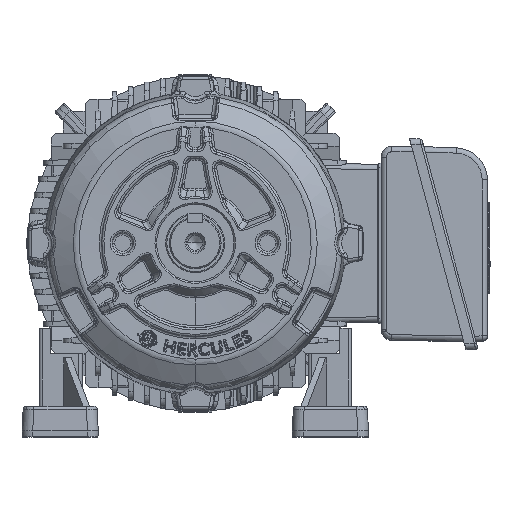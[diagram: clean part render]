
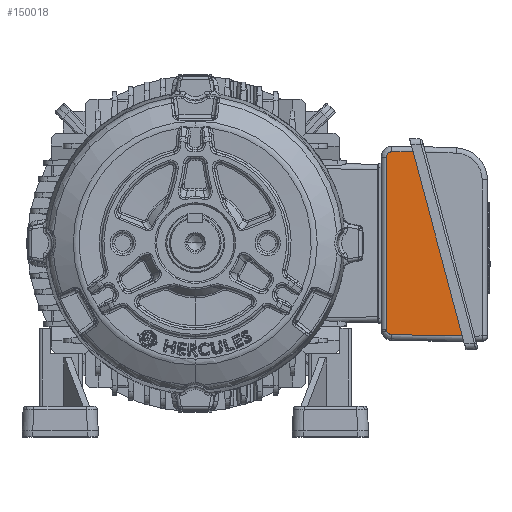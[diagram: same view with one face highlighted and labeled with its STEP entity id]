
A CAD part, top view. The second image highlights one B-rep face of the part: STEP entity #150018.
In plain terms, the highlighted face is planar.
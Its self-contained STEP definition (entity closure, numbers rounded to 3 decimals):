
#4866 = CARTESIAN_POINT ( 'NONE',  ( -87.5, 12.221, 55.11 ) ) ;
#10890 =( BOUNDED_CURVE ( )  B_SPLINE_CURVE ( 3, ( #42829, #109701, #148463, #16411 ),
 .UNSPECIFIED., .F., .T. ) 
 B_SPLINE_CURVE_WITH_KNOTS ( ( 4, 4 ),
 ( 6.021, 6.283 ),
 .UNSPECIFIED. ) 
 CURVE ( )  GEOMETRIC_REPRESENTATION_ITEM ( )  RATIONAL_B_SPLINE_CURVE ( ( 1., 0.994, 0.994, 1. ) ) 
 REPRESENTATION_ITEM ( '' )  );
#11486 = CARTESIAN_POINT ( 'NONE',  ( -87.981, 83.084, 7.584 ) ) ;
#16411 = CARTESIAN_POINT ( 'NONE',  ( -88.722, -81.445, 7.755 ) ) ;
#17805 = VERTEX_POINT ( 'NONE', #145625 ) ;
#18346 = FACE_OUTER_BOUND ( 'NONE', #172056, .T. ) ;
#22420 = AXIS2_PLACEMENT_3D ( 'NONE', #71178, #124828, #44758 ) ;
#23819 = CARTESIAN_POINT ( 'NONE',  ( -87.994, 80.196, 7.584 ) ) ;
#24060 = CARTESIAN_POINT ( 'NONE',  ( -87.972, -85.864, 53.406 ) ) ;
#25634 = EDGE_CURVE ( 'NONE', #111964, #165409, #73383, .T. ) ;
#26224 = LINE ( 'NONE', #79907, #155099 ) ;
#26355 = LINE ( 'NONE', #146929, #34060 ) ;
#28911 = CARTESIAN_POINT ( 'NONE',  ( -87.5, -86.355, 81.523 ) ) ;
#30440 = CARTESIAN_POINT ( 'NONE',  ( -87.889, 85.195, 12.497 ) ) ;
#31750 = ORIENTED_EDGE ( 'NONE', *, *, #97970, .T. ) ;
#34060 = VECTOR ( 'NONE', #57756, 1000. ) ;
#36067 = CARTESIAN_POINT ( 'NONE',  ( -87.5, 85.595, 35.449 ) ) ;
#37014 = CARTESIAN_POINT ( 'NONE',  ( -87.889, 85.195, 12.497 ) ) ;
#37651 = EDGE_CURVE ( 'NONE', #59598, #163527, #145477, .T. ) ;
#40015 = ORIENTED_EDGE ( 'NONE', *, *, #25634, .T. ) ;
#42829 = CARTESIAN_POINT ( 'NONE',  ( -88.719, -80.15, 7.584 ) ) ;
#44085 = ORIENTED_EDGE ( 'NONE', *, *, #63727, .T. ) ;
#44758 = DIRECTION ( 'NONE',  ( 0.017, 0., 1. ) ) ;
#47200 = EDGE_CURVE ( 'NONE', #167584, #59598, #145078, .T. ) ;
#54392 = DIRECTION ( 'NONE',  ( -0.005, -1., 0. ) ) ;
#56279 = CARTESIAN_POINT ( 'NONE',  ( -88.658, -85.15, 12.497 ) ) ;
#57756 = DIRECTION ( 'NONE',  ( -0.017, -0.017, -1. ) ) ;
#57981 = CARTESIAN_POINT ( 'NONE',  ( -88.658, -85.15, 12.497 ) ) ;
#59598 = VERTEX_POINT ( 'NONE', #56279 ) ;
#63727 = EDGE_CURVE ( 'NONE', #17805, #167584, #10890, .T. ) ;
#71178 = CARTESIAN_POINT ( 'NONE',  ( -87.5, 12.221, 55.11 ) ) ;
#73383 =( BOUNDED_CURVE ( )  B_SPLINE_CURVE ( 3, ( #37014, #144379, #11486, #23819 ),
 .UNSPECIFIED., .F., .T. ) 
 B_SPLINE_CURVE_WITH_KNOTS ( ( 4, 4 ),
 ( 4.468, 6.021 ),
 .UNSPECIFIED. ) 
 CURVE ( )  GEOMETRIC_REPRESENTATION_ITEM ( )  RATIONAL_B_SPLINE_CURVE ( ( 1., 0.809, 0.809, 1. ) ) 
 REPRESENTATION_ITEM ( '' )  );
#78188 = CARTESIAN_POINT ( 'NONE',  ( -87.994, 80.196, 7.584 ) ) ;
#79907 = CARTESIAN_POINT ( 'NONE',  ( -88.301, 12.225, 7.584 ) ) ;
#86987 = ORIENTED_EDGE ( 'NONE', *, *, #47200, .T. ) ;
#88426 = DIRECTION ( 'NONE',  ( 0., 0.966, -0.259 ) ) ;
#88739 = ORIENTED_EDGE ( 'NONE', *, *, #167891, .T. ) ;
#95865 = CARTESIAN_POINT ( 'NONE',  ( -88.722, -81.445, 7.755 ) ) ;
#97898 = VECTOR ( 'NONE', #88426, 1000. ) ;
#97970 = EDGE_CURVE ( 'NONE', #165409, #17805, #26224, .T. ) ;
#99329 = PLANE ( 'NONE',  #22420 ) ;
#104052 = ORIENTED_EDGE ( 'NONE', *, *, #131727, .T. ) ;
#106576 = VECTOR ( 'NONE', #119078, 1000. ) ;
#109701 = CARTESIAN_POINT ( 'NONE',  ( -88.721, -80.588, 7.584 ) ) ;
#111964 = VERTEX_POINT ( 'NONE', #30440 ) ;
#119078 = DIRECTION ( 'NONE',  ( 0.017, -0.017, 1. ) ) ;
#124828 = DIRECTION ( 'NONE',  ( -1., 0.005, 0.017 ) ) ;
#124839 = CARTESIAN_POINT ( 'NONE',  ( -88.722, -83.683, 8.354 ) ) ;
#128841 = LINE ( 'NONE', #4866, #97898 ) ;
#131683 = VERTEX_POINT ( 'NONE', #36067 ) ;
#131727 = EDGE_CURVE ( 'NONE', #131683, #111964, #26355, .T. ) ;
#136216 = CARTESIAN_POINT ( 'NONE',  ( -88.722, -81.445, 7.755 ) ) ;
#144379 = CARTESIAN_POINT ( 'NONE',  ( -87.938, 85.144, 9.609 ) ) ;
#145078 =( BOUNDED_CURVE ( )  B_SPLINE_CURVE ( 3, ( #95865, #124839, #150422, #57981 ),
 .UNSPECIFIED., .F., .T. ) 
 B_SPLINE_CURVE_WITH_KNOTS ( ( 4, 4 ),
 ( 0., 1.292 ),
 .UNSPECIFIED. ) 
 CURVE ( )  GEOMETRIC_REPRESENTATION_ITEM ( )  RATIONAL_B_SPLINE_CURVE ( ( 1., 0.866, 0.866, 1. ) ) 
 REPRESENTATION_ITEM ( '' )  );
#145477 = LINE ( 'NONE', #24060, #106576 ) ;
#145625 = CARTESIAN_POINT ( 'NONE',  ( -88.719, -80.15, 7.584 ) ) ;
#146929 = CARTESIAN_POINT ( 'NONE',  ( -87.89, 85.193, 12.413 ) ) ;
#148463 = CARTESIAN_POINT ( 'NONE',  ( -88.722, -81.022, 7.641 ) ) ;
#150018 = ADVANCED_FACE ( 'NONE', ( #18346 ), #99329, .T. ) ;
#150422 = CARTESIAN_POINT ( 'NONE',  ( -88.697, -85.109, 10.18 ) ) ;
#155099 = VECTOR ( 'NONE', #54392, 1000. ) ;
#163527 = VERTEX_POINT ( 'NONE', #28911 ) ;
#165409 = VERTEX_POINT ( 'NONE', #78188 ) ;
#167540 = ORIENTED_EDGE ( 'NONE', *, *, #37651, .T. ) ;
#167584 = VERTEX_POINT ( 'NONE', #136216 ) ;
#167891 = EDGE_CURVE ( 'NONE', #163527, #131683, #128841, .T. ) ;
#172056 = EDGE_LOOP ( 'NONE', ( #44085, #86987, #167540, #88739, #104052, #40015, #31750 ) ) ;
